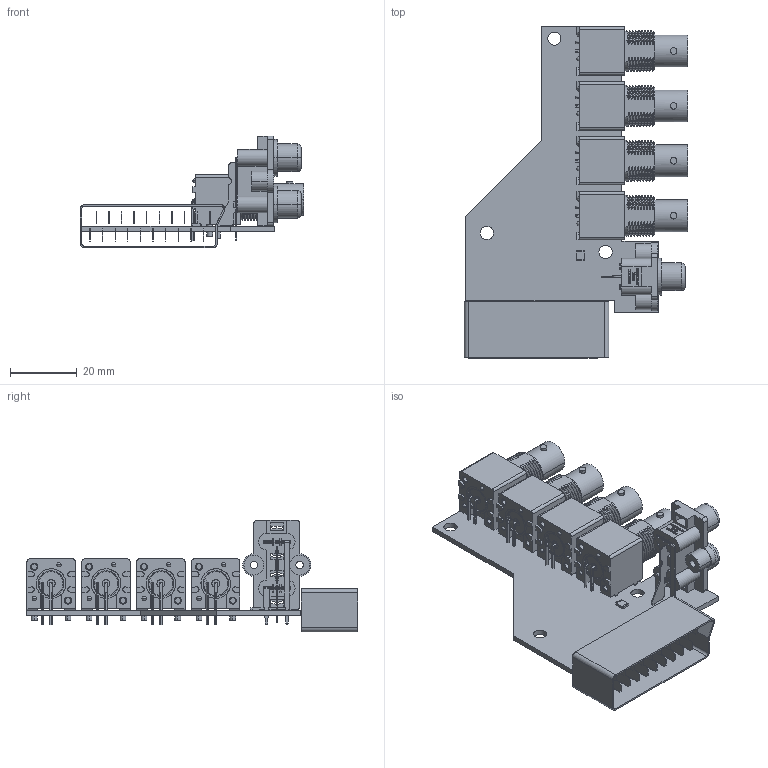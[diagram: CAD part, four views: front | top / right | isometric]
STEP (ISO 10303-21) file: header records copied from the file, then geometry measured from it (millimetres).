
FILE_DESCRIPTION(('for SolidWorks'),'2;1');
FILE_NAME('BNC2SCART v1.3.step', '2025-03-15T07:50:32',('Kyle'),(''),'Open CASCADE STEP processor 6.6', 'DipTrace','Unknown');
FILE_SCHEMA(('AUTOMOTIVE_DESIGN { 1 0 10303 214 1 1 1 1 }'));
Length unit declared in the file: millimetre
Products named in the file (6): PCB_BNC2SCART_v1.3; Board_BNC2SCART_v1.3; PCB_Mount_2-RCA_(Designed_by_Kytor_Industries); BNC_Connector_Male; (1210); Male_SCART_End
Assembly tree (8 placements, depth 2):
  PCB_BNC2SCART_v1.3
    Board_BNC2SCART_v1.3
    PCB_Mount_2-RCA_(Designed_by_Kytor_Industries)
    BNC_Connector_Male  x4
    (1210)
    Male_SCART_End
Bounding box: 67.19 x 99.82 x 33.58 mm (x, y, z)
Volume: 4873.8 mm3; surface area: 30278.5 mm2
Topology: 4 solids, 71 shells, 1749 faces, 4623 edges, 2996 vertices
Faces by surface type: plane 865, cylinder 463, bspline 241, cone 128, sphere 32, torus 20
Full cylindrical faces by diameter (mm): 4 x3
Entity records: 55750 total; most frequent: CARTESIAN_POINT 26561, ORIENTED_EDGE 5309, DIRECTION 3879, EDGE_CURVE 2669, VERTEX_POINT 1754, LINE 1599, VECTOR 1599, AXIS2_PLACEMENT_3D 1140
